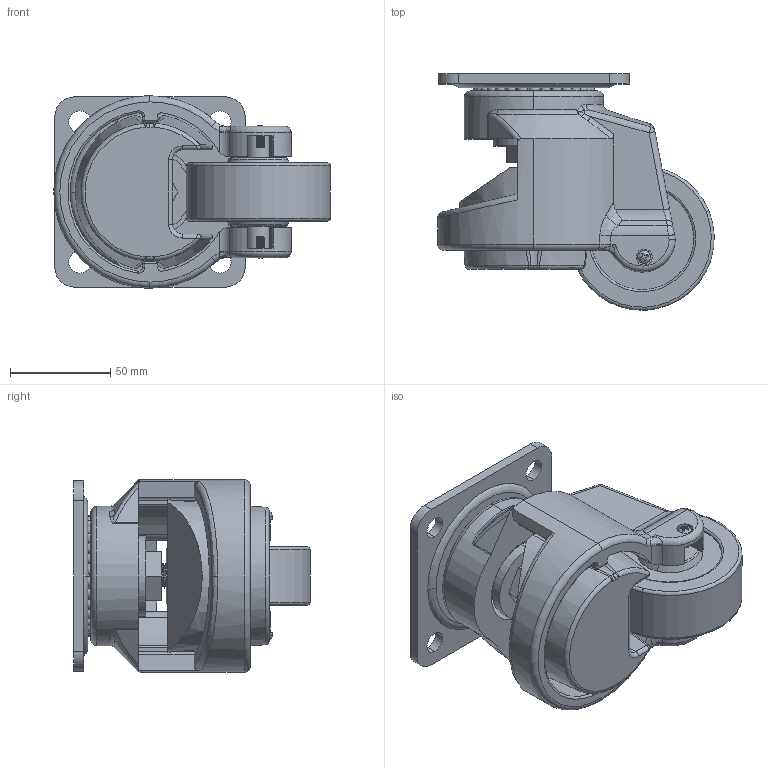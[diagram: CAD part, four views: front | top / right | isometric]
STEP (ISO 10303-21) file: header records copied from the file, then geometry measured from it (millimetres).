
FILE_DESCRIPTION (( 'STEP AP214' ), '1' );
FILE_NAME ('SK6-K70120P-E.STEP', '2024-03-21T03:30:26', ( '微软用户' ), ( '微软中国' ), 'SwSTEP 2.0', 'SolidWorks 2020', '' );
FILE_SCHEMA (( 'AUTOMOTIVE_DESIGN' ));
Length unit declared in the file: millimetre
Products named in the file (9): 6-K70120P-E-1; 6-K70120P-E-2; 6-K70120P-E-3; 6-K70120P-E-4; 6-K70120P-E-6; 6-K70120P-E-7; 6-K70120P-E-8; 6-K70120P-E-9; SK6-K70120P-E
Assembly tree (69 placements, depth 2):
  SK6-K70120P-E
    6-K70120P-E-1
    6-K70120P-E-2  x60
    6-K70120P-E-3
    6-K70120P-E-4
    6-K70120P-E-6
    6-K70120P-E-7
    6-K70120P-E-8  x3
    6-K70120P-E-9
Bounding box: 137.97 x 117.97 x 96 mm (x, y, z)
Volume: 530119.4 mm3; surface area: 122663.8 mm2
Topology: 69 solids, 69 shells, 670 faces, 1838 edges, 1196 vertices
Faces by surface type: cylinder 263, sphere 133, plane 126, bspline 74, torus 60, cone 14
Entity records: 29032 total; most frequent: CARTESIAN_POINT 18336, ORIENTED_EDGE 2266, DIRECTION 2050, EDGE_CURVE 1133, AXIS2_PLACEMENT_3D 848, VERTEX_POINT 714, EDGE_LOOP 487, FACE_OUTER_BOUND 450
